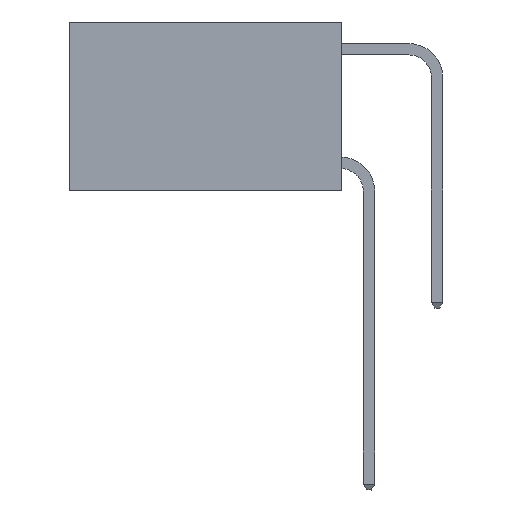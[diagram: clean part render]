
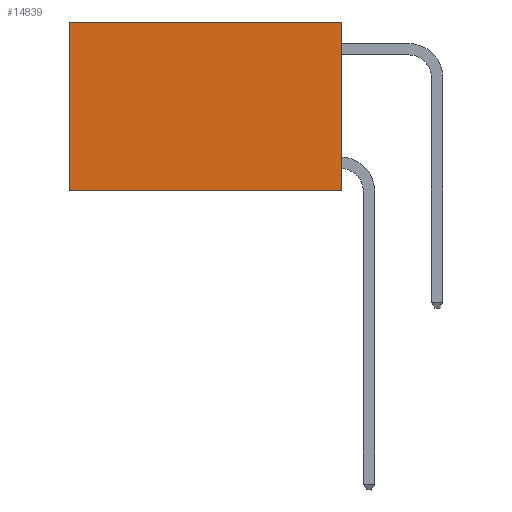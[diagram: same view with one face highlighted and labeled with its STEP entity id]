
A CAD part, left-side view. The second image highlights one B-rep face of the part: STEP entity #14839.
In plain terms, the highlighted planar face has unit normal (-1, 0, 0).
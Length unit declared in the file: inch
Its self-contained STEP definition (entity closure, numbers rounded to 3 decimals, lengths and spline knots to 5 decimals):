
#130 = VECTOR ( 'NONE', #3774, 39.37008 ) ;
#370 = EDGE_CURVE ( 'NONE', #1630, #10513, #5111, .T. ) ;
#1410 = EDGE_CURVE ( 'NONE', #17737, #4936, #8530, .T. ) ;
#1424 = EDGE_CURVE ( 'NONE', #17737, #1630, #7185, .T. ) ;
#1630 = VERTEX_POINT ( 'NONE', #20544 ) ;
#1651 = DIRECTION ( 'NONE',  ( 0., 0., -1. ) ) ;
#1724 = ORIENTED_EDGE ( 'NONE', *, *, #1410, .F. ) ;
#1900 = VECTOR ( 'NONE', #18715, 39.37008 ) ;
#2981 = CARTESIAN_POINT ( 'NONE',  ( 0.2625, 0.6, -0.37 ) ) ;
#3012 = DIRECTION ( 'NONE',  ( 1., 0., 0. ) ) ;
#3166 = DIRECTION ( 'NONE',  ( 0., 0., -1. ) ) ;
#3774 = DIRECTION ( 'NONE',  ( 0., 1., 0. ) ) ;
#4906 = FACE_OUTER_BOUND ( 'NONE', #9004, .T. ) ;
#4936 = VERTEX_POINT ( 'NONE', #11353 ) ;
#5111 = LINE ( 'NONE', #21896, #1900 ) ;
#6559 = CARTESIAN_POINT ( 'NONE',  ( 0.2625, 0., 0. ) ) ;
#6898 = ORIENTED_EDGE ( 'NONE', *, *, #370, .T. ) ;
#6910 = VECTOR ( 'NONE', #8316, 39.37008 ) ;
#7185 = LINE ( 'NONE', #18569, #6910 ) ;
#8251 = PLANE ( 'NONE',  #11757 ) ;
#8316 = DIRECTION ( 'NONE',  ( 0., 1., 0. ) ) ;
#8530 = LINE ( 'NONE', #6559, #12026 ) ;
#8850 = CARTESIAN_POINT ( 'NONE',  ( 0.2625, 0., -0.37 ) ) ;
#9004 = EDGE_LOOP ( 'NONE', ( #6898, #15821, #1724, #16037 ) ) ;
#10279 = CARTESIAN_POINT ( 'NONE',  ( 0.2625, 0., 0. ) ) ;
#10513 = VERTEX_POINT ( 'NONE', #2981 ) ;
#11353 = CARTESIAN_POINT ( 'NONE',  ( 0.2625, 0., -0.37 ) ) ;
#11757 = AXIS2_PLACEMENT_3D ( 'NONE', #21925, #3012, #3166 ) ;
#12026 = VECTOR ( 'NONE', #1651, 39.37008 ) ;
#14839 = ADVANCED_FACE ( 'NONE', ( #4906 ), #8251, .F. ) ;
#15821 = ORIENTED_EDGE ( 'NONE', *, *, #21957, .F. ) ;
#16037 = ORIENTED_EDGE ( 'NONE', *, *, #1424, .T. ) ;
#17737 = VERTEX_POINT ( 'NONE', #10279 ) ;
#18569 = CARTESIAN_POINT ( 'NONE',  ( 0.2625, 0., 0. ) ) ;
#18715 = DIRECTION ( 'NONE',  ( 0., 0., -1. ) ) ;
#19946 = LINE ( 'NONE', #8850, #130 ) ;
#20544 = CARTESIAN_POINT ( 'NONE',  ( 0.2625, 0.6, 0. ) ) ;
#21896 = CARTESIAN_POINT ( 'NONE',  ( 0.2625, 0.6, 0. ) ) ;
#21925 = CARTESIAN_POINT ( 'NONE',  ( 0.2625, 0., 0. ) ) ;
#21957 = EDGE_CURVE ( 'NONE', #4936, #10513, #19946, .T. ) ;
